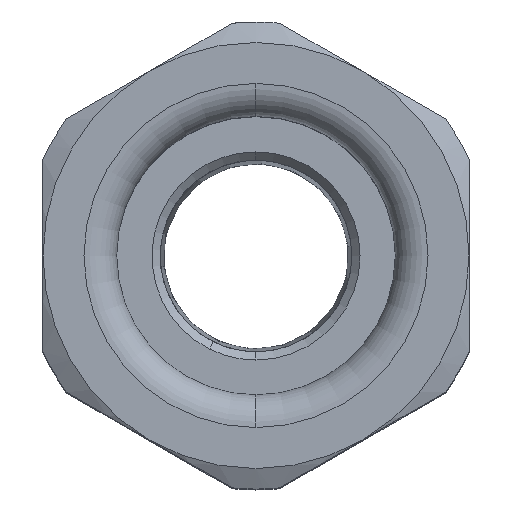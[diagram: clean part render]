
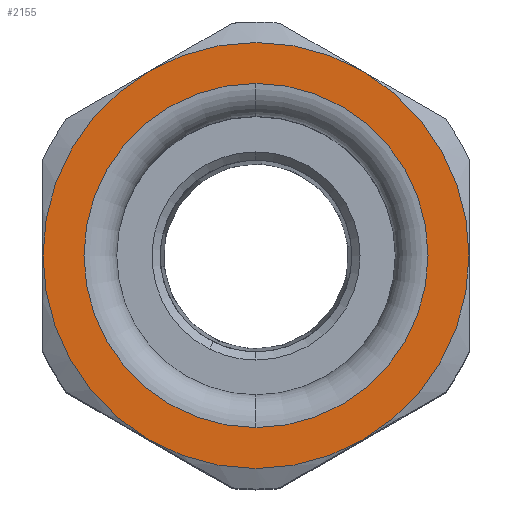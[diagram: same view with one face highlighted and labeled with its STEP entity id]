
A CAD part, top view. The second image highlights one B-rep face of the part: STEP entity #2155.
In plain terms, the highlighted planar face has unit normal (0, 0, 1).
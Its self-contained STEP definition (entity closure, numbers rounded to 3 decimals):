
#1935=AXIS2_PLACEMENT_3D('Circle Axis2P3D',#1933,#1934,$) ;
#1949=AXIS2_PLACEMENT_3D('Circle Axis2P3D',#1947,#1948,$) ;
#1973=AXIS2_PLACEMENT_3D('Circle Axis2P3D',#1971,#1972,$) ;
#1987=AXIS2_PLACEMENT_3D('Circle Axis2P3D',#1985,#1986,$) ;
#2000=AXIS2_PLACEMENT_3D('Circle Axis2P3D',#1998,#1999,$) ;
#2013=AXIS2_PLACEMENT_3D('Circle Axis2P3D',#2011,#2012,$) ;
#2027=AXIS2_PLACEMENT_3D('Circle Axis2P3D',#2025,#2026,$) ;
#2046=AXIS2_PLACEMENT_3D('Circle Axis2P3D',#2044,#2045,$) ;
#2125=AXIS2_PLACEMENT_3D('Plane Axis2P3D',#2122,#2123,#2124) ;
#2139=AXIS2_PLACEMENT_3D('Circle Axis2P3D',#2137,#2138,$) ;
#2148=AXIS2_PLACEMENT_3D('Circle Axis2P3D',#2146,#2147,$) ;
#1411=CARTESIAN_POINT('Vertex',(6.5,2.992,51.75)) ;
#1470=CARTESIAN_POINT('Vertex',(19.5,2.992,51.75)) ;
#1560=CARTESIAN_POINT('Vertex',(0.,14.25,51.75)) ;
#1620=CARTESIAN_POINT('Vertex',(6.5,25.508,51.75)) ;
#1680=CARTESIAN_POINT('Vertex',(19.5,25.508,51.75)) ;
#1773=CARTESIAN_POINT('Vertex',(26.,14.25,51.75)) ;
#1933=CARTESIAN_POINT('Axis2P3D Location',(13.,14.25,51.75)) ;
#1947=CARTESIAN_POINT('Axis2P3D Location',(13.,14.25,51.75)) ;
#1951=CARTESIAN_POINT('Vertex',(6.236,3.148,51.75)) ;
#1971=CARTESIAN_POINT('Axis2P3D Location',(13.,14.25,51.75)) ;
#1985=CARTESIAN_POINT('Axis2P3D Location',(13.,14.25,51.75)) ;
#1998=CARTESIAN_POINT('Axis2P3D Location',(13.,14.25,51.75)) ;
#2011=CARTESIAN_POINT('Axis2P3D Location',(13.,14.25,51.75)) ;
#2025=CARTESIAN_POINT('Axis2P3D Location',(13.,14.25,51.75)) ;
#2029=CARTESIAN_POINT('Vertex',(19.764,25.352,51.75)) ;
#2044=CARTESIAN_POINT('Axis2P3D Location',(13.,14.25,51.75)) ;
#2122=CARTESIAN_POINT('Axis2P3D Location',(13.,14.25,51.75)) ;
#2137=CARTESIAN_POINT('Axis2P3D Location',(13.,14.25,51.75)) ;
#2141=CARTESIAN_POINT('Vertex',(13.,24.75,51.75)) ;
#2143=CARTESIAN_POINT('Vertex',(13.,3.75,51.75)) ;
#2146=CARTESIAN_POINT('Axis2P3D Location',(13.,14.25,51.75)) ;
#1934=DIRECTION('Axis2P3D Direction',(0.,0.,-1.)) ;
#1948=DIRECTION('Axis2P3D Direction',(0.,0.,-1.)) ;
#1972=DIRECTION('Axis2P3D Direction',(0.,0.,-1.)) ;
#1986=DIRECTION('Axis2P3D Direction',(0.,0.,-1.)) ;
#1999=DIRECTION('Axis2P3D Direction',(0.,0.,-1.)) ;
#2012=DIRECTION('Axis2P3D Direction',(0.,0.,-1.)) ;
#2026=DIRECTION('Axis2P3D Direction',(0.,0.,-1.)) ;
#2045=DIRECTION('Axis2P3D Direction',(0.,0.,-1.)) ;
#2123=DIRECTION('Axis2P3D Direction',(0.,0.,-1.)) ;
#2124=DIRECTION('Axis2P3D XDirection',(0.,1.,0.)) ;
#2138=DIRECTION('Axis2P3D Direction',(0.,0.,-1.)) ;
#2147=DIRECTION('Axis2P3D Direction',(0.,0.,-1.)) ;
#2128=ORIENTED_EDGE('',*,*,#1989,.T.) ;
#2129=ORIENTED_EDGE('',*,*,#2048,.T.) ;
#2130=ORIENTED_EDGE('',*,*,#2031,.T.) ;
#2131=ORIENTED_EDGE('',*,*,#2015,.T.) ;
#2132=ORIENTED_EDGE('',*,*,#2002,.T.) ;
#2133=ORIENTED_EDGE('',*,*,#1975,.T.) ;
#2134=ORIENTED_EDGE('',*,*,#1953,.T.) ;
#2135=ORIENTED_EDGE('',*,*,#1937,.T.) ;
#2152=ORIENTED_EDGE('',*,*,#2145,.F.) ;
#2153=ORIENTED_EDGE('',*,*,#2150,.F.) ;
#2154=FACE_BOUND('',#2151,.T.) ;
#2155=ADVANCED_FACE('Part1.1\\Koerper.2',(#2136,#2154),#2126,.F.) ;
#1936=CIRCLE('generated circle',#1935,13.) ;
#1950=CIRCLE('generated circle',#1949,13.) ;
#1974=CIRCLE('generated circle',#1973,13.) ;
#1988=CIRCLE('generated circle',#1987,13.) ;
#2001=CIRCLE('generated circle',#2000,13.) ;
#2014=CIRCLE('generated circle',#2013,13.) ;
#2028=CIRCLE('generated circle',#2027,13.) ;
#2047=CIRCLE('generated circle',#2046,13.) ;
#2140=CIRCLE('generated circle',#2139,10.5) ;
#2149=CIRCLE('generated circle',#2148,10.5) ;
#1937=EDGE_CURVE('',#1412,#1471,#1936,.F.) ;
#1953=EDGE_CURVE('',#1952,#1412,#1950,.F.) ;
#1975=EDGE_CURVE('',#1561,#1952,#1974,.F.) ;
#1989=EDGE_CURVE('',#1471,#1774,#1988,.F.) ;
#2002=EDGE_CURVE('',#1621,#1561,#2001,.F.) ;
#2015=EDGE_CURVE('',#1681,#1621,#2014,.F.) ;
#2031=EDGE_CURVE('',#2030,#1681,#2028,.F.) ;
#2048=EDGE_CURVE('',#1774,#2030,#2047,.F.) ;
#2145=EDGE_CURVE('',#2142,#2144,#2140,.F.) ;
#2150=EDGE_CURVE('',#2144,#2142,#2149,.F.) ;
#2127=EDGE_LOOP('',(#2128,#2129,#2130,#2131,#2132,#2133,#2134,#2135)) ;
#2151=EDGE_LOOP('',(#2152,#2153)) ;
#2136=FACE_OUTER_BOUND('',#2127,.T.) ;
#2126=PLANE('',#2125) ;
#1412=VERTEX_POINT('',#1411) ;
#1471=VERTEX_POINT('',#1470) ;
#1561=VERTEX_POINT('',#1560) ;
#1621=VERTEX_POINT('',#1620) ;
#1681=VERTEX_POINT('',#1680) ;
#1774=VERTEX_POINT('',#1773) ;
#1952=VERTEX_POINT('',#1951) ;
#2030=VERTEX_POINT('',#2029) ;
#2142=VERTEX_POINT('',#2141) ;
#2144=VERTEX_POINT('',#2143) ;
